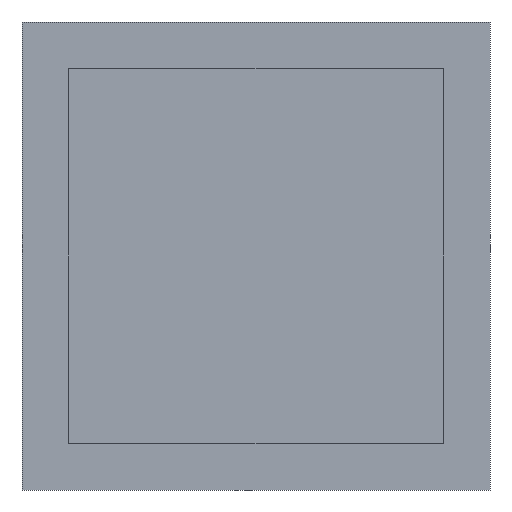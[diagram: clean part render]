
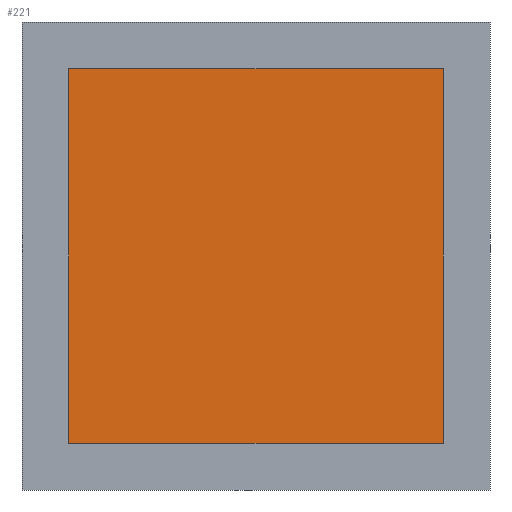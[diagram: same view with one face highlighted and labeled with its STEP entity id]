
A CAD part, front view. The second image highlights one B-rep face of the part: STEP entity #221.
In plain terms, the highlighted planar face has unit normal (0, -1, 0).
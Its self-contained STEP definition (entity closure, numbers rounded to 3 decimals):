
#32=FACE_OUTER_BOUND('',#47,.T.);
#47=EDGE_LOOP('',(#193,#194,#195,#196));
#48=LINE('',#312,#73);
#52=LINE('',#320,#77);
#55=LINE('',#326,#80);
#58=LINE('',#331,#83);
#73=VECTOR('',#255,10.);
#77=VECTOR('',#261,10.);
#80=VECTOR('',#266,10.);
#83=VECTOR('',#271,10.);
#98=VERTEX_POINT('',#310);
#99=VERTEX_POINT('',#311);
#102=VERTEX_POINT('',#319);
#104=VERTEX_POINT('',#325);
#116=EDGE_CURVE('',#98,#99,#48,.T.);
#120=EDGE_CURVE('',#102,#98,#52,.T.);
#123=EDGE_CURVE('',#104,#102,#55,.T.);
#126=EDGE_CURVE('',#99,#104,#58,.T.);
#193=ORIENTED_EDGE('',*,*,#116,.T.);
#194=ORIENTED_EDGE('',*,*,#126,.T.);
#195=ORIENTED_EDGE('',*,*,#123,.T.);
#196=ORIENTED_EDGE('',*,*,#120,.T.);
#208=PLANE('',#250);
#221=ADVANCED_FACE('',(#32),#208,.F.);
#250=AXIS2_PLACEMENT_3D('',#366,#306,#307);
#255=DIRECTION('',(0.,0.,1.));
#261=DIRECTION('',(1.,0.,0.));
#266=DIRECTION('',(0.,0.,-1.));
#271=DIRECTION('',(-1.,0.,0.));
#306=DIRECTION('center_axis',(0.,1.,0.));
#307=DIRECTION('ref_axis',(1.,0.,0.));
#310=CARTESIAN_POINT('',(3.6,0.,-3.6));
#311=CARTESIAN_POINT('',(3.6,0.,3.6));
#312=CARTESIAN_POINT('',(3.6,0.,-1.8));
#319=CARTESIAN_POINT('',(-3.6,0.,-3.6));
#320=CARTESIAN_POINT('',(-1.8,0.,-3.6));
#325=CARTESIAN_POINT('',(-3.6,0.,3.6));
#326=CARTESIAN_POINT('',(-3.6,0.,1.8));
#331=CARTESIAN_POINT('',(1.8,0.,3.6));
#366=CARTESIAN_POINT('Origin',(0.,0.,0.));
